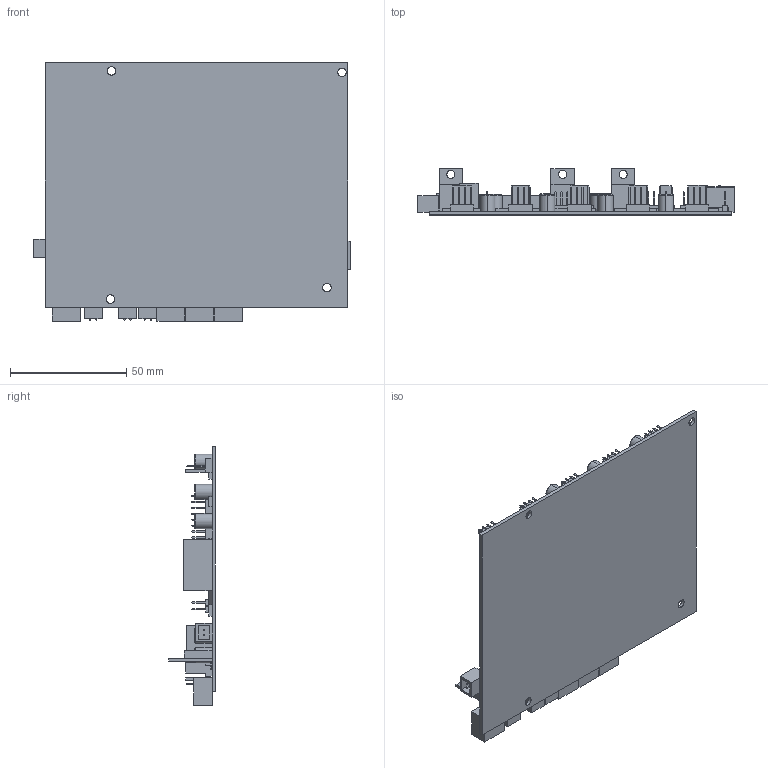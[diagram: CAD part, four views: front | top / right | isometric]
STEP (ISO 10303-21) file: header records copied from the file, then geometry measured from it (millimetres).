
FILE_DESCRIPTION (( 'STEP AP203' ), '1' );
FILE_NAME ('Smoothieboard_X5.STEP', '2014-04-09T10:45:03', ( '' ), ( '' ), 'SwSTEP 2.0', 'SolidWorks 2014', '' );
FILE_SCHEMA (( 'CONFIG_CONTROL_DESIGN' ));
Length unit declared in the file: millimetre
Products named in the file (1): Smoothieboard_X5
Bounding box: 135.9 x 20.1 x 111.2 mm (x, y, z)
Volume: 33097.1 mm3; surface area: 41699.9 mm2
Topology: 13 solids, 13 shells, 1256 faces, 2913 edges, 1828 vertices
Faces by surface type: plane 1211, cylinder 31, torus 14
Entity records: 34612 total; most frequent: CARTESIAN_POINT 5998, ORIENTED_EDGE 5826, DIRECTION 5517, EDGE_CURVE 2913, LINE 2823, VECTOR 2823, VERTEX_POINT 1828, EDGE_LOOP 1415
